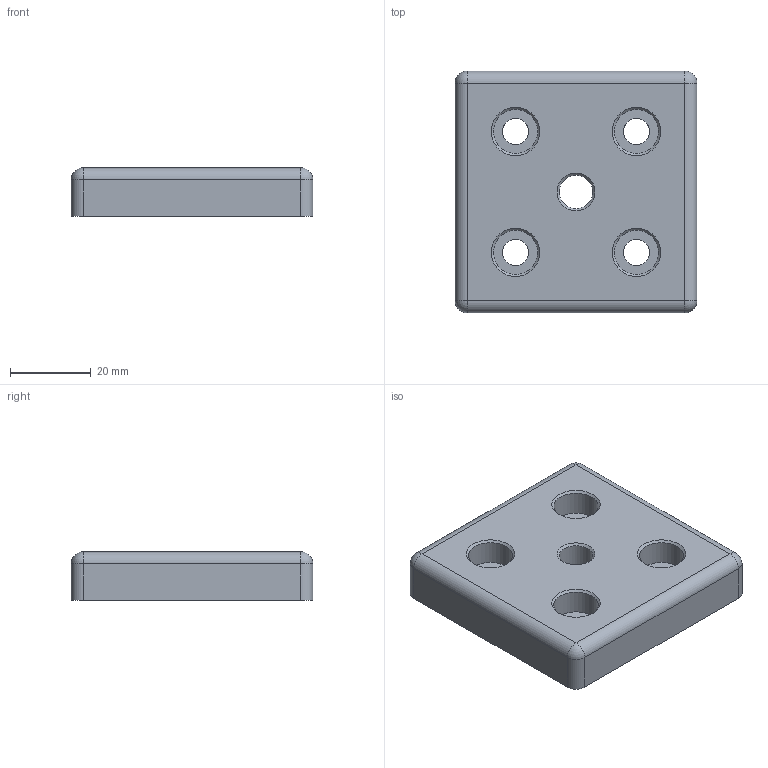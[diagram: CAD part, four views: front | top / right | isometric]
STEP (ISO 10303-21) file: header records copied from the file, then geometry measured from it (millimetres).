
FILE_DESCRIPTION(/* description */ (''),/* implementation_level */ '2;1');
FILE_NAME(/* name */ '11336_KriTec_Transport-_und_Fussplatte_6_Zn_60x60x12_M10.stp',/* time_stamp */ '2014-10-15T12:35:48+02:00',/* author */ ('kostic'),/* organization */ (''),/* preprocessor_version */ 'ST-DEVELOPER v15.2',/* originating_system */ 'Autodesk Inventor 2014',/* authorisation */ '');
FILE_SCHEMA (('AUTOMOTIVE_DESIGN { 1 0 10303 214 3 1 1 }'));
Length unit declared in the file: millimetre
Products named in the file (1): 11336_KriTec_Transport-_und_Fussplatte_6_Zn_60x60x12_M10
Bounding box: 60 x 60 x 12 mm (x, y, z)
Volume: 38778.5 mm3; surface area: 10937.6 mm2
Topology: 1 solids, 1 shells, 36 faces, 78 edges, 44 vertices
Faces by surface type: cylinder 17, plane 10, cone 5, sphere 4
Full cylindrical faces by diameter (mm): 6.5 x4, 8.376 x1, 11 x4
Entity records: 911 total; most frequent: DIRECTION 172, CARTESIAN_POINT 139, ORIENTED_EDGE 118, AXIS2_PLACEMENT_3D 76, EDGE_LOOP 64, EDGE_CURVE 59, VERTEX_POINT 43, CIRCLE 39
